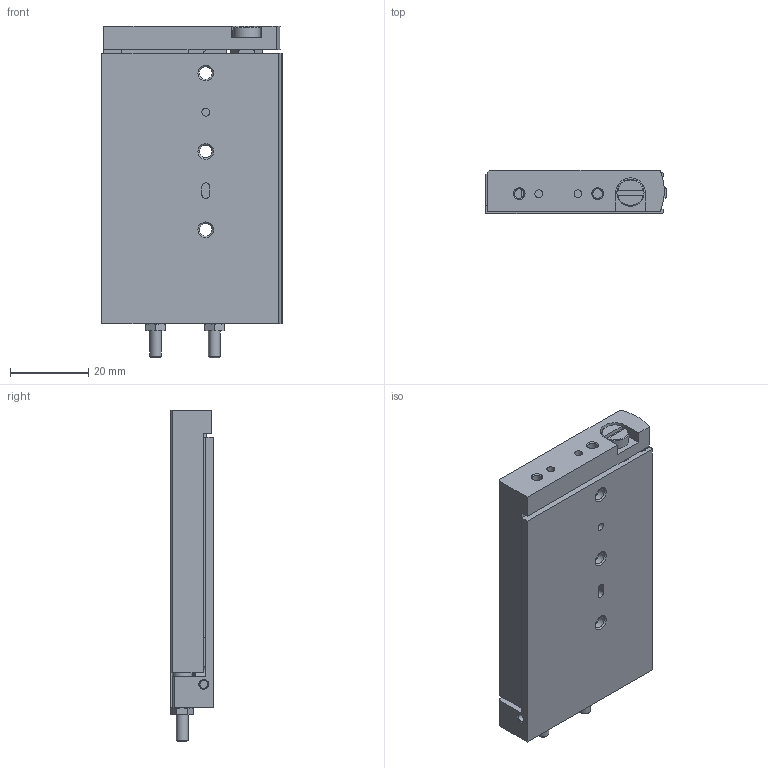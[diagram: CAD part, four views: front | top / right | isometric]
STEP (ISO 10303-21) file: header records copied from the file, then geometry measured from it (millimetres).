
FILE_DESCRIPTION(/* description */ ('STEP AP214'),/* implementation_level */ '2;1');
FILE_NAME(/* name */ '170505_SLF-6-30-P-A',/* time_stamp */ '2024-09-15T06:42:02+02:00',/* author */ ('License CC BY-ND 4.0'),/* organization */ ('CADENAS'),/* preprocessor_version */ 'ST-DEVELOPER v19.3',/* originating_system */ 'PARTsolutions',/* authorisation */ ' ');
FILE_SCHEMA (('AUTOMOTIVE_DESIGN {1 0 10303 214 3 1 1}'));
Length unit declared in the file: millimetre
Products named in the file (3): 170505 SLF-6-30-P-A---(0); 170505 SLF-6-30-P-A_z; 170505 SLF-6-30-P-A_k
Assembly tree (2 placements, depth 2):
  170505 SLF-6-30-P-A---(0)
    170505 SLF-6-30-P-A_z
    170505 SLF-6-30-P-A_k
Bounding box: 46 x 11 x 84.7 mm (x, y, z)
Volume: 29373.1 mm3; surface area: 22299.2 mm2
Topology: 2 solids, 4 shells, 299 faces, 753 edges, 478 vertices
Faces by surface type: plane 152, cylinder 72, cone 72, torus 3
Full cylindrical faces by diameter (mm): 0.35 x1, 1.567 x8, 2 x4, 2.013 x1, 2.459 x2, 2.5 x4, 3 x4, 3.242 x3, 4 x1, 4.134 x2, 5 x1, 6 x8, 6.9 x1, 8.2 x1
Entity records: 8508 total; most frequent: CARTESIAN_POINT 1653, DIRECTION 1393, ORIENTED_EDGE 1298, EDGE_CURVE 649, AXIS2_PLACEMENT_3D 522, VERTEX_POINT 457, FACE_BOUND 430, EDGE_LOOP 425
